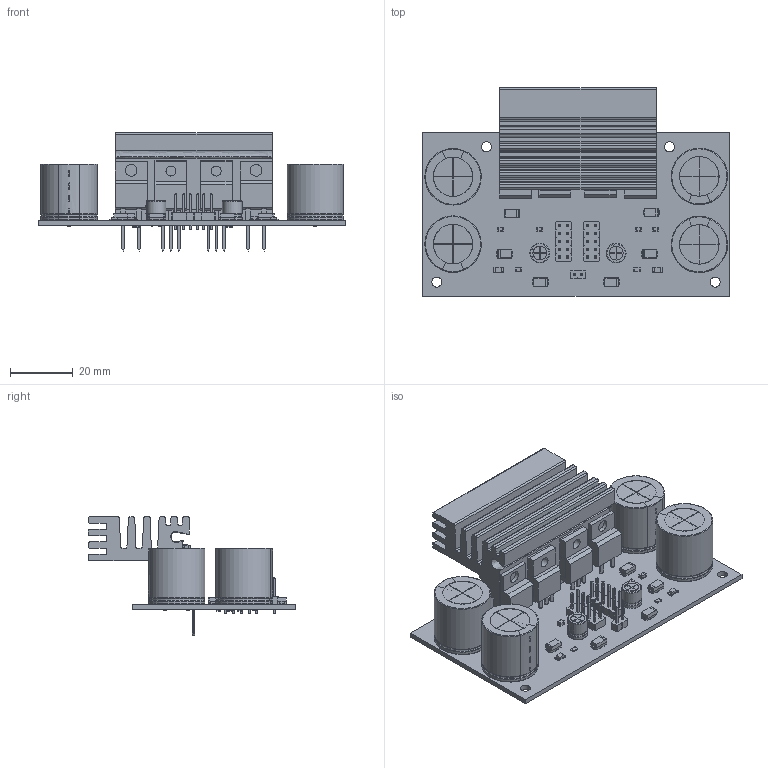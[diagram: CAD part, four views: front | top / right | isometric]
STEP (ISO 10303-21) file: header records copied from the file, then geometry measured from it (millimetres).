
FILE_DESCRIPTION(/* description */ (''),/* implementation_level */ '2;1');
FILE_NAME(/* name */ 'AdjustablePSU_scaledHeatsink.step',/* time_stamp */ '2019-05-07T20:47:35+01:00',/* author */ ('chrisjsutton'),/* organization */ (''),/* preprocessor_version */ 'ST-DEVELOPER v18',/* originating_system */ 'Autodesk Translation Framework v8.2.0.1029',/* authorisation */ '');
FILE_SCHEMA (('AUTOMOTIVE_DESIGN { 1 0 10303 214 3 1 1 }'));
Length unit declared in the file: millimetre
Products named in the file (24): AdjustablePSU; Kühlkörper_100mm_Clip; SOLID (1); PinHeader_2x05_P2; SOLID (2); PinHeader_1x02_P2; SOLID (3); TO-220-2_Vertical; SOLID (4); CP_Radial_D18.0mm_P7; SOLID; C_0805_2012Metric; SOLID (5); CP_Radial_D6.3mm_P2; SOLID (6); D_SMA; SOLID (7); LED_1206_3216Metric; SOLID (8); R_0805_2012Metric; SOLID (9); TO-220F-3_Vertical; SOLID (10); COMPOUND
Assembly tree (44 placements, depth 3):
  AdjustablePSU
    CP_Radial_D18.0mm_P7  x4
      SOLID
    Kühlkörper_100mm_Clip
      SOLID (1)
    PinHeader_2x05_P2  x2
      SOLID (2)
    PinHeader_1x02_P2
      SOLID (3)
    TO-220-2_Vertical  x2
      SOLID (4)
    C_0805_2012Metric  x4
      SOLID (5)
    CP_Radial_D6.3mm_P2  x2
      SOLID (6)
    D_SMA  x6
      SOLID (7)
    LED_1206_3216Metric  x2
      SOLID (8)
    R_0805_2012Metric  x6
      SOLID (9)
    TO-220F-3_Vertical  x2
      SOLID (10)
    COMPOUND
Bounding box: 97.79 x 66.37 x 37.75 mm (x, y, z)
Volume: 48792.5 mm3; surface area: 35234.9 mm2
Topology: 33 solids, 39 shells, 1696 faces, 4362 edges, 2830 vertices
Faces by surface type: plane 1319, cylinder 312, torus 36, bspline 29
Full cylindrical faces by diameter (mm): 0.5 x4, 0.8 x4, 0.9 x8, 1 x22, 1.1 x4, 1.2 x14, 2.499 x2, 3.18 x2, 3.2 x6, 3.735 x2, 4.41 x2, 12.6 x4
Entity records: 27131 total; most frequent: CARTESIAN_POINT 6584, DIRECTION 4020, ORIENTED_EDGE 3956, EDGE_CURVE 1978, LINE 1504, VECTOR 1504, VERTEX_POINT 1306, AXIS2_PLACEMENT_3D 1258
